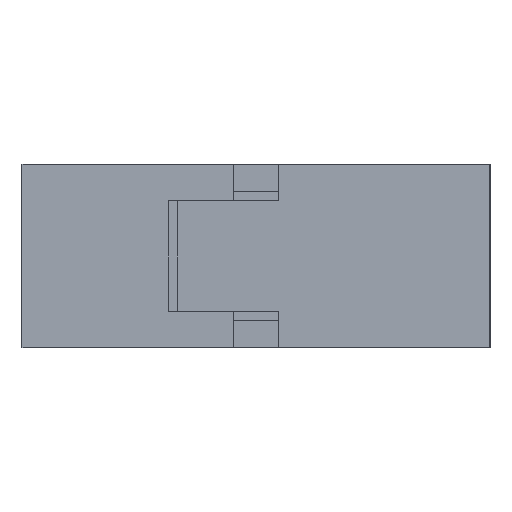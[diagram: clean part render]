
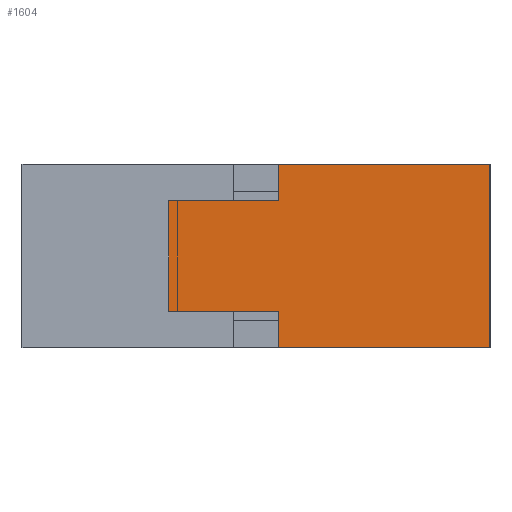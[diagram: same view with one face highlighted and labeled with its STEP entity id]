
A CAD part, left-side view. The second image highlights one B-rep face of the part: STEP entity #1604.
In plain terms, the highlighted planar face has unit normal (-1, 0, 0).
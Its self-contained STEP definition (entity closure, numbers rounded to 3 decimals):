
#1051=CARTESIAN_POINT('',(0.0,35.,-6.));
#1052=VERTEX_POINT('',#1051);
#1069=CARTESIAN_POINT('',(0.0,23.,-6.));
#1070=VERTEX_POINT('',#1069);
#1077=CARTESIAN_POINT('',(0.0,23.,-6.));
#1078=DIRECTION('',(0.0,1.0,0.0));
#1079=VECTOR('',#1078,12.);
#1080=LINE('',#1077,#1079);
#1081=EDGE_CURVE('',#1070,#1052,#1080,.T.);
#1122=CARTESIAN_POINT('',(0.0,35.,6.0));
#1123=VERTEX_POINT('',#1122);
#1130=CARTESIAN_POINT('',(0.0,23.,6.0));
#1131=VERTEX_POINT('',#1130);
#1132=CARTESIAN_POINT('',(0.0,23.,6.0));
#1133=DIRECTION('',(0.0,1.0,0.0));
#1134=VECTOR('',#1133,12.);
#1135=LINE('',#1132,#1134);
#1136=EDGE_CURVE('',#1131,#1123,#1135,.T.);
#1154=CARTESIAN_POINT('',(0.0,35.,6.0));
#1155=DIRECTION('',(0.0,0.0,-1.0));
#1156=VECTOR('',#1155,12.0);
#1157=LINE('',#1154,#1156);
#1158=EDGE_CURVE('',#1123,#1052,#1157,.T.);
#1540=CARTESIAN_POINT('',(0.0,0.0,-10.0));
#1541=VERTEX_POINT('',#1540);
#1548=CARTESIAN_POINT('',(0.0,23.,-10.0));
#1549=VERTEX_POINT('',#1548);
#1550=CARTESIAN_POINT('',(0.0,23.,-10.0));
#1551=DIRECTION('',(0.0,-1.0,0.0));
#1552=VECTOR('',#1551,23.);
#1553=LINE('',#1550,#1552);
#1554=EDGE_CURVE('',#1549,#1541,#1553,.T.);
#1565=CARTESIAN_POINT('',(0.0,0.0,0.0));
#1566=DIRECTION('',(-1.0,0.0,0.0));
#1567=DIRECTION('',(0.0,0.0,1.0));
#1568=AXIS2_PLACEMENT_3D('',#1565,#1566,#1567);
#1569=PLANE('',#1568);
#1570=CARTESIAN_POINT('',(0.0,0.0,10.0));
#1571=VERTEX_POINT('',#1570);
#1572=CARTESIAN_POINT('',(0.0,23.,10.0));
#1573=VERTEX_POINT('',#1572);
#1574=CARTESIAN_POINT('',(0.0,0.0,10.0));
#1575=DIRECTION('',(0.0,1.0,0.0));
#1576=VECTOR('',#1575,23.);
#1577=LINE('',#1574,#1576);
#1578=EDGE_CURVE('',#1571,#1573,#1577,.T.);
#1579=ORIENTED_EDGE('',*,*,#1578,.T.);
#1580=CARTESIAN_POINT('',(0.0,23.,6.0));
#1581=DIRECTION('',(0.0,0.0,1.0));
#1582=VECTOR('',#1581,4.0);
#1583=LINE('',#1580,#1582);
#1584=EDGE_CURVE('',#1131,#1573,#1583,.T.);
#1585=ORIENTED_EDGE('',*,*,#1584,.F.);
#1586=ORIENTED_EDGE('',*,*,#1136,.T.);
#1587=ORIENTED_EDGE('',*,*,#1158,.T.);
#1588=ORIENTED_EDGE('',*,*,#1081,.F.);
#1589=CARTESIAN_POINT('',(0.0,23.,-10.0));
#1590=DIRECTION('',(0.0,0.0,1.0));
#1591=VECTOR('',#1590,4.);
#1592=LINE('',#1589,#1591);
#1593=EDGE_CURVE('',#1549,#1070,#1592,.T.);
#1594=ORIENTED_EDGE('',*,*,#1593,.F.);
#1595=ORIENTED_EDGE('',*,*,#1554,.T.);
#1596=CARTESIAN_POINT('',(0.0,0.0,10.0));
#1597=DIRECTION('',(0.0,0.0,-1.0));
#1598=VECTOR('',#1597,20.0);
#1599=LINE('',#1596,#1598);
#1600=EDGE_CURVE('',#1571,#1541,#1599,.T.);
#1601=ORIENTED_EDGE('',*,*,#1600,.F.);
#1602=EDGE_LOOP('',(#1579,#1585,#1586,#1587,#1588,#1594,#1595,#1601));
#1603=FACE_OUTER_BOUND('',#1602,.T.);
#1604=ADVANCED_FACE('',(#1603),#1569,.T.);
